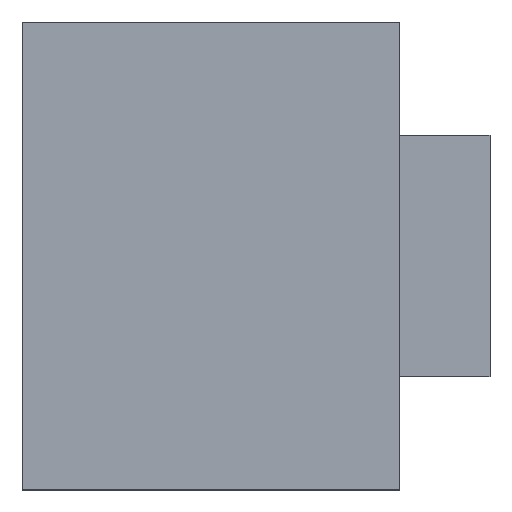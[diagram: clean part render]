
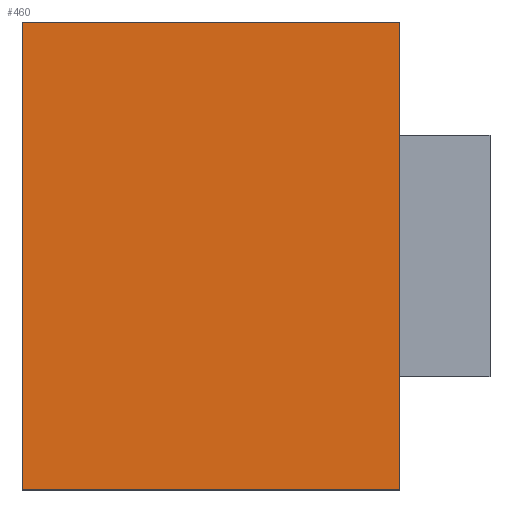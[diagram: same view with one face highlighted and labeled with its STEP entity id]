
A CAD part, front view. The second image highlights one B-rep face of the part: STEP entity #460.
In plain terms, the highlighted planar face has unit normal (0, -1, 0).
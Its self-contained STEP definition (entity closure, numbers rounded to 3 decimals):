
#52=FACE_OUTER_BOUND('',#84,.T.);
#84=EDGE_LOOP('',(#407,#408,#409,#410));
#112=LINE('',#690,#167);
#133=LINE('',#741,#188);
#134=LINE('',#744,#189);
#138=LINE('',#751,#193);
#167=VECTOR('',#565,10.);
#188=VECTOR('',#612,10.);
#189=VECTOR('',#615,10.);
#193=VECTOR('',#623,10.);
#211=VERTEX_POINT('',#683);
#214=VERTEX_POINT('',#688);
#231=VERTEX_POINT('',#739);
#232=VERTEX_POINT('',#743);
#261=EDGE_CURVE('',#214,#211,#112,.T.);
#286=EDGE_CURVE('',#214,#231,#133,.T.);
#287=EDGE_CURVE('',#211,#232,#134,.T.);
#291=EDGE_CURVE('',#231,#232,#138,.T.);
#407=ORIENTED_EDGE('',*,*,#261,.F.);
#408=ORIENTED_EDGE('',*,*,#286,.T.);
#409=ORIENTED_EDGE('',*,*,#291,.T.);
#410=ORIENTED_EDGE('',*,*,#287,.F.);
#434=PLANE('',#513);
#460=ADVANCED_FACE('',(#52),#434,.T.);
#513=AXIS2_PLACEMENT_3D('',#755,#629,#630);
#565=DIRECTION('',(0.,0.,-1.));
#612=DIRECTION('',(-1.,0.,0.));
#615=DIRECTION('',(-1.,0.,0.));
#623=DIRECTION('',(0.,0.,-1.));
#629=DIRECTION('center_axis',(0.,-1.,0.));
#630=DIRECTION('ref_axis',(1.,0.,0.));
#683=CARTESIAN_POINT('',(0.,109.,-7.75));
#688=CARTESIAN_POINT('',(0.,109.,7.75));
#690=CARTESIAN_POINT('',(0.,109.,-3.875));
#739=CARTESIAN_POINT('',(-12.5,109.,7.75));
#741=CARTESIAN_POINT('',(0.,109.,7.75));
#743=CARTESIAN_POINT('',(-12.5,109.,-7.75));
#744=CARTESIAN_POINT('',(0.,109.,-7.75));
#751=CARTESIAN_POINT('',(-12.5,109.,0.));
#755=CARTESIAN_POINT('Origin',(-12.5,109.,0.));
